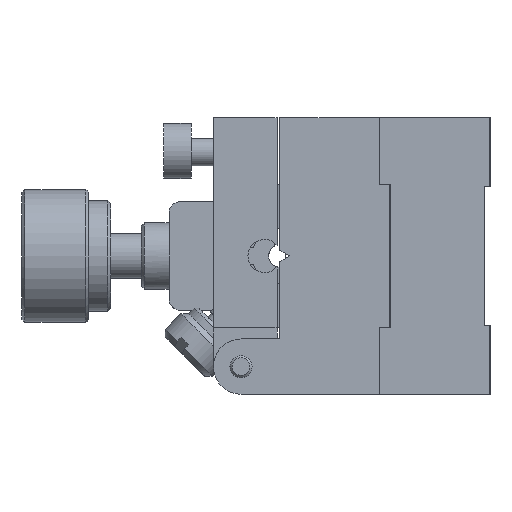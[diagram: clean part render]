
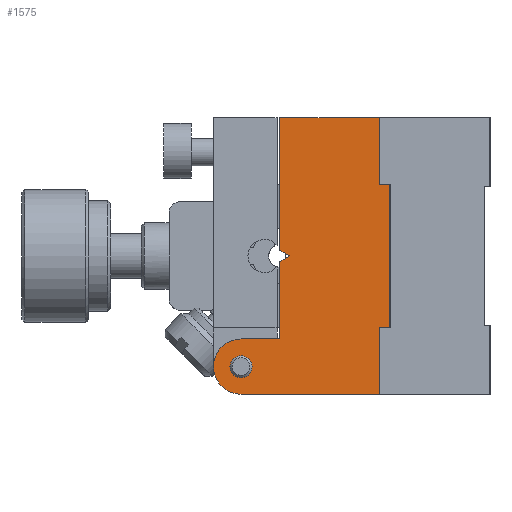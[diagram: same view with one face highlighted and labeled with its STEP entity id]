
A CAD part, left-side view. The second image highlights one B-rep face of the part: STEP entity #1575.
In plain terms, the highlighted planar face has unit normal (-1, 0, 0).
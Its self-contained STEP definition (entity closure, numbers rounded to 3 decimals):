
#3 = VERTEX_POINT ( 'NONE', #17071 ) ;
#47 = ORIENTED_EDGE ( 'NONE', *, *, #13864, .T. ) ;
#183 = VERTEX_POINT ( 'NONE', #9997 ) ;
#284 = ORIENTED_EDGE ( 'NONE', *, *, #11703, .T. ) ;
#451 = LINE ( 'NONE', #5223, #14153 ) ;
#455 = ORIENTED_EDGE ( 'NONE', *, *, #7569, .T. ) ;
#859 = VERTEX_POINT ( 'NONE', #2810 ) ;
#1423 = EDGE_CURVE ( 'NONE', #3, #6163, #10210, .T. ) ;
#1484 = CARTESIAN_POINT ( 'NONE',  ( -17.674, 38.173, 65.933 ) ) ;
#1487 = CARTESIAN_POINT ( 'NONE',  ( -17.674, 47.173, 58.433 ) ) ;
#1575 = ADVANCED_FACE ( 'NONE', ( #19924, #15493 ), #7619, .T. ) ;
#2211 = EDGE_CURVE ( 'NONE', #20220, #13137, #9119, .T. ) ;
#2810 = CARTESIAN_POINT ( 'NONE',  ( -17.674, 38.173, 78.433 ) ) ;
#2877 = VERTEX_POINT ( 'NONE', #19743 ) ;
#2926 = DIRECTION ( 'NONE',  ( -1., 0., 0. ) ) ;
#2960 = DIRECTION ( 'NONE',  ( 0., 0., 1. ) ) ;
#3016 = CARTESIAN_POINT ( 'NONE',  ( -17.674, 38.173, 65.933 ) ) ;
#3465 = CARTESIAN_POINT ( 'NONE',  ( -17.674, 45.673, 72.423 ) ) ;
#3647 = EDGE_CURVE ( 'NONE', #19705, #19806, #6249, .T. ) ;
#3816 = CARTESIAN_POINT ( 'NONE',  ( -17.674, 47.173, 65.933 ) ) ;
#4019 = CARTESIAN_POINT ( 'NONE',  ( -17.674, 50.673, 55.933 ) ) ;
#4316 = AXIS2_PLACEMENT_3D ( 'NONE', #4019, #18486, #7423 ) ;
#4321 = EDGE_CURVE ( 'NONE', #6532, #6317, #13629, .T. ) ;
#4378 = DIRECTION ( 'NONE',  ( 0., 0., 1. ) ) ;
#4881 = EDGE_LOOP ( 'NONE', ( #10801 ) ) ;
#4947 = CARTESIAN_POINT ( 'NONE',  ( -17.674, 37.273, 59.443 ) ) ;
#5223 = CARTESIAN_POINT ( 'NONE',  ( -17.674, 45.673, 59.443 ) ) ;
#5237 = CARTESIAN_POINT ( 'NONE',  ( -17.674, 47.173, 65.933 ) ) ;
#5718 = VERTEX_POINT ( 'NONE', #1487 ) ;
#5765 = EDGE_CURVE ( 'NONE', #19806, #6532, #451, .T. ) ;
#5775 = DIRECTION ( 'NONE',  ( -1., 0., 0. ) ) ;
#5776 = EDGE_CURVE ( 'NONE', #13137, #19705, #8124, .T. ) ;
#5778 = DIRECTION ( 'NONE',  ( 0., 0., 1. ) ) ;
#6163 = VERTEX_POINT ( 'NONE', #20053 ) ;
#6249 = LINE ( 'NONE', #1484, #19324 ) ;
#6317 = VERTEX_POINT ( 'NONE', #11771 ) ;
#6532 = VERTEX_POINT ( 'NONE', #4947 ) ;
#6583 = LINE ( 'NONE', #5237, #17988 ) ;
#6824 = DIRECTION ( 'NONE',  ( 0., 0., -1. ) ) ;
#6972 = CARTESIAN_POINT ( 'NONE',  ( -17.674, 38.173, 72.423 ) ) ;
#7034 = VECTOR ( 'NONE', #11712, 1000. ) ;
#7204 = EDGE_CURVE ( 'NONE', #2877, #5718, #6583, .T. ) ;
#7210 = VECTOR ( 'NONE', #11513, 1000. ) ;
#7372 = EDGE_CURVE ( 'NONE', #6163, #12364, #12538, .T. ) ;
#7423 = DIRECTION ( 'NONE',  ( 0., 0., 1. ) ) ;
#7569 = EDGE_CURVE ( 'NONE', #859, #3, #16683, .T. ) ;
#7619 = PLANE ( 'NONE',  #17346 ) ;
#7684 = VECTOR ( 'NONE', #15447, 1000. ) ;
#7703 = VECTOR ( 'NONE', #16088, 1000. ) ;
#8124 = LINE ( 'NONE', #17829, #7210 ) ;
#8579 = EDGE_CURVE ( 'NONE', #9621, #859, #10867, .T. ) ;
#9061 = VECTOR ( 'NONE', #13894, 1000. ) ;
#9119 = CIRCLE ( 'NONE', #10762, 2.5 ) ;
#9323 = DIRECTION ( 'NONE',  ( 0., 0., 1. ) ) ;
#9593 = CARTESIAN_POINT ( 'NONE',  ( -17.674, 38.173, 53.433 ) ) ;
#9621 = VERTEX_POINT ( 'NONE', #6972 ) ;
#9681 = DIRECTION ( 'NONE',  ( 0., 0., -1. ) ) ;
#9997 = CARTESIAN_POINT ( 'NONE',  ( -17.674, 50.673, 56.928 ) ) ;
#10057 = CARTESIAN_POINT ( 'NONE',  ( -17.674, 45.673, 78.433 ) ) ;
#10123 = ORIENTED_EDGE ( 'NONE', *, *, #8579, .T. ) ;
#10210 = LINE ( 'NONE', #3816, #14027 ) ;
#10314 = CARTESIAN_POINT ( 'NONE',  ( -17.674, 46.273, 65.933 ) ) ;
#10606 = CARTESIAN_POINT ( 'NONE',  ( -17.674, 45.673, 65.933 ) ) ;
#10762 = AXIS2_PLACEMENT_3D ( 'NONE', #18270, #2926, #4378 ) ;
#10801 = ORIENTED_EDGE ( 'NONE', *, *, #14375, .T. ) ;
#10867 = LINE ( 'NONE', #3016, #18604 ) ;
#11398 = CARTESIAN_POINT ( 'NONE',  ( -17.674, 47.173, 65.413 ) ) ;
#11513 = DIRECTION ( 'NONE',  ( 0., -1., 0. ) ) ;
#11703 = EDGE_CURVE ( 'NONE', #5718, #20220, #16989, .T. ) ;
#11712 = DIRECTION ( 'NONE',  ( 0., 1., 0. ) ) ;
#11771 = CARTESIAN_POINT ( 'NONE',  ( -17.674, 37.273, 72.423 ) ) ;
#12239 = DIRECTION ( 'NONE',  ( 0., 0., 1. ) ) ;
#12252 = CARTESIAN_POINT ( 'NONE',  ( -17.674, 38.173, 59.443 ) ) ;
#12364 = VERTEX_POINT ( 'NONE', #10314 ) ;
#12424 = CARTESIAN_POINT ( 'NONE',  ( -17.674, 45.673, 58.433 ) ) ;
#12538 = LINE ( 'NONE', #17317, #9061 ) ;
#12856 = EDGE_CURVE ( 'NONE', #6317, #9621, #17933, .T. ) ;
#12974 = DIRECTION ( 'NONE',  ( 0., -1., 0. ) ) ;
#13040 = EDGE_LOOP ( 'NONE', ( #455, #18193, #13838, #47, #15483, #284, #20443, #18938, #19942, #15761, #14449, #20059, #10123 ) ) ;
#13137 = VERTEX_POINT ( 'NONE', #14916 ) ;
#13582 = CIRCLE ( 'NONE', #4316, 0.995 ) ;
#13629 = LINE ( 'NONE', #19926, #18316 ) ;
#13838 = ORIENTED_EDGE ( 'NONE', *, *, #7372, .T. ) ;
#13864 = EDGE_CURVE ( 'NONE', #12364, #2877, #17613, .T. ) ;
#13894 = DIRECTION ( 'NONE',  ( 0., -0.866, -0.5 ) ) ;
#14027 = VECTOR ( 'NONE', #6824, 1000. ) ;
#14153 = VECTOR ( 'NONE', #12974, 1000. ) ;
#14375 = EDGE_CURVE ( 'NONE', #183, #183, #13582, .T. ) ;
#14449 = ORIENTED_EDGE ( 'NONE', *, *, #4321, .T. ) ;
#14916 = CARTESIAN_POINT ( 'NONE',  ( -17.674, 50.673, 53.433 ) ) ;
#15447 = DIRECTION ( 'NONE',  ( 0., 1., 0. ) ) ;
#15483 = ORIENTED_EDGE ( 'NONE', *, *, #7204, .T. ) ;
#15493 = FACE_BOUND ( 'NONE', #4881, .T. ) ;
#15761 = ORIENTED_EDGE ( 'NONE', *, *, #5765, .T. ) ;
#16088 = DIRECTION ( 'NONE',  ( 0., 1., 0. ) ) ;
#16683 = LINE ( 'NONE', #10057, #7034 ) ;
#16989 = LINE ( 'NONE', #12424, #7684 ) ;
#17071 = CARTESIAN_POINT ( 'NONE',  ( -17.674, 47.173, 78.433 ) ) ;
#17317 = CARTESIAN_POINT ( 'NONE',  ( -17.674, 47.173, 66.452 ) ) ;
#17346 = AXIS2_PLACEMENT_3D ( 'NONE', #10606, #5775, #2960 ) ;
#17613 = LINE ( 'NONE', #11398, #19194 ) ;
#17712 = DIRECTION ( 'NONE',  ( 0., 0.866, -0.5 ) ) ;
#17829 = CARTESIAN_POINT ( 'NONE',  ( -17.674, 45.673, 53.433 ) ) ;
#17933 = LINE ( 'NONE', #3465, #7703 ) ;
#17988 = VECTOR ( 'NONE', #9681, 1000. ) ;
#18193 = ORIENTED_EDGE ( 'NONE', *, *, #1423, .T. ) ;
#18270 = CARTESIAN_POINT ( 'NONE',  ( -17.674, 50.673, 55.933 ) ) ;
#18316 = VECTOR ( 'NONE', #5778, 1000. ) ;
#18486 = DIRECTION ( 'NONE',  ( 1., 0., 0. ) ) ;
#18604 = VECTOR ( 'NONE', #9323, 1000. ) ;
#18938 = ORIENTED_EDGE ( 'NONE', *, *, #5776, .T. ) ;
#19194 = VECTOR ( 'NONE', #17712, 1000. ) ;
#19324 = VECTOR ( 'NONE', #12239, 1000. ) ;
#19705 = VERTEX_POINT ( 'NONE', #9593 ) ;
#19743 = CARTESIAN_POINT ( 'NONE',  ( -17.674, 47.173, 65.413 ) ) ;
#19806 = VERTEX_POINT ( 'NONE', #12252 ) ;
#19924 = FACE_OUTER_BOUND ( 'NONE', #13040, .T. ) ;
#19926 = CARTESIAN_POINT ( 'NONE',  ( -17.674, 37.273, 65.933 ) ) ;
#19942 = ORIENTED_EDGE ( 'NONE', *, *, #3647, .T. ) ;
#20053 = CARTESIAN_POINT ( 'NONE',  ( -17.674, 47.173, 66.452 ) ) ;
#20059 = ORIENTED_EDGE ( 'NONE', *, *, #12856, .T. ) ;
#20220 = VERTEX_POINT ( 'NONE', #20282 ) ;
#20282 = CARTESIAN_POINT ( 'NONE',  ( -17.674, 50.673, 58.433 ) ) ;
#20443 = ORIENTED_EDGE ( 'NONE', *, *, #2211, .T. ) ;
